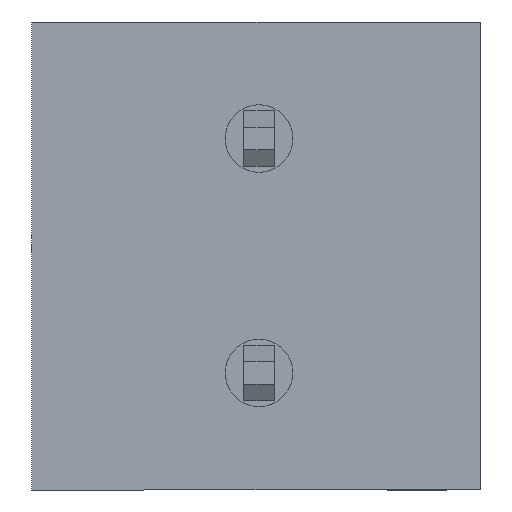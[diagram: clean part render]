
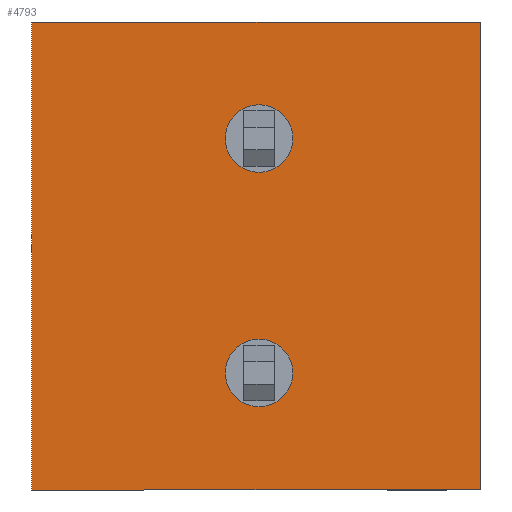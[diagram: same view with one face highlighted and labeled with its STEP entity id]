
A CAD part, front view. The second image highlights one B-rep face of the part: STEP entity #4793.
In plain terms, the highlighted planar face has unit normal (0, -1, 0).
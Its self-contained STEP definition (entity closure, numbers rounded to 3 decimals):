
#42 = DIRECTION ( 'NONE',  ( 0., 0., -1. ) ) ;
#76 = EDGE_LOOP ( 'NONE', ( #4659, #436 ) ) ;
#122 = CARTESIAN_POINT ( 'NONE',  ( 0., 0., -3.82 ) ) ;
#213 = CARTESIAN_POINT ( 'NONE',  ( -7.3, 0., -3.82 ) ) ;
#240 = CARTESIAN_POINT ( 'NONE',  ( -3.6, 0., -9.525 ) ) ;
#300 = CARTESIAN_POINT ( 'NONE',  ( -7.3, 0., -2.215 ) ) ;
#306 = CARTESIAN_POINT ( 'NONE',  ( -3.6, 0., -5.715 ) ) ;
#323 = PLANE ( 'NONE',  #4444 ) ;
#414 = ORIENTED_EDGE ( 'NONE', *, *, #1656, .T. ) ;
#425 = EDGE_CURVE ( 'NONE', #1024, #3739, #2759, .T. ) ;
#436 = ORIENTED_EDGE ( 'NONE', *, *, #4230, .T. ) ;
#446 = CARTESIAN_POINT ( 'NONE',  ( -3.6, 0., -9.525 ) ) ;
#467 = ORIENTED_EDGE ( 'NONE', *, *, #2073, .T. ) ;
#475 = CIRCLE ( 'NONE', #4686, 0.55 ) ;
#569 = DIRECTION ( 'NONE',  ( 0., 0., -1. ) ) ;
#575 = VECTOR ( 'NONE', #3422, 1000. ) ;
#660 = DIRECTION ( 'NONE',  ( 0., 0., -1. ) ) ;
#727 = CARTESIAN_POINT ( 'NONE',  ( -3.6, 0., -5.165 ) ) ;
#786 = FACE_OUTER_BOUND ( 'NONE', #5251, .T. ) ;
#852 = CARTESIAN_POINT ( 'NONE',  ( -3.6, 0., -10.075 ) ) ;
#894 = CARTESIAN_POINT ( 'NONE',  ( -7.3, 0., -3.82 ) ) ;
#992 = ORIENTED_EDGE ( 'NONE', *, *, #3443, .T. ) ;
#1024 = VERTEX_POINT ( 'NONE', #852 ) ;
#1324 = VERTEX_POINT ( 'NONE', #4079 ) ;
#1429 = VERTEX_POINT ( 'NONE', #213 ) ;
#1548 = DIRECTION ( 'NONE',  ( 0., -1., 0. ) ) ;
#1656 = EDGE_CURVE ( 'NONE', #3543, #1429, #3415, .T. ) ;
#1802 = CARTESIAN_POINT ( 'NONE',  ( -3.6, 0., -8.975 ) ) ;
#1829 = VERTEX_POINT ( 'NONE', #727 ) ;
#1925 = ORIENTED_EDGE ( 'NONE', *, *, #2650, .T. ) ;
#2010 = FACE_BOUND ( 'NONE', #2785, .T. ) ;
#2073 = EDGE_CURVE ( 'NONE', #1429, #2757, #4335, .T. ) ;
#2165 = DIRECTION ( 'NONE',  ( 0., 1., 0. ) ) ;
#2247 = EDGE_CURVE ( 'NONE', #4232, #1829, #475, .T. ) ;
#2308 = DIRECTION ( 'NONE',  ( 0., 1., 0. ) ) ;
#2380 = LINE ( 'NONE', #4925, #3447 ) ;
#2650 = EDGE_CURVE ( 'NONE', #2757, #1324, #4171, .T. ) ;
#2757 = VERTEX_POINT ( 'NONE', #3119 ) ;
#2759 = CIRCLE ( 'NONE', #3911, 0.55 ) ;
#2785 = EDGE_LOOP ( 'NONE', ( #5259, #992 ) ) ;
#2828 = FACE_BOUND ( 'NONE', #76, .T. ) ;
#2868 = ORIENTED_EDGE ( 'NONE', *, *, #4248, .T. ) ;
#3119 = CARTESIAN_POINT ( 'NONE',  ( -7.3, 0., -11.43 ) ) ;
#3206 = DIRECTION ( 'NONE',  ( 0., 0., -1. ) ) ;
#3270 = CIRCLE ( 'NONE', #4373, 0.55 ) ;
#3363 = DIRECTION ( 'NONE',  ( 0., 0., -1. ) ) ;
#3391 = DIRECTION ( 'NONE',  ( -1., 0., 0. ) ) ;
#3415 = LINE ( 'NONE', #894, #3418 ) ;
#3418 = VECTOR ( 'NONE', #3391, 1000. ) ;
#3422 = DIRECTION ( 'NONE',  ( 1., 0., 0. ) ) ;
#3443 = EDGE_CURVE ( 'NONE', #3739, #1024, #4463, .T. ) ;
#3447 = VECTOR ( 'NONE', #5289, 1000. ) ;
#3543 = VERTEX_POINT ( 'NONE', #122 ) ;
#3593 = DIRECTION ( 'NONE',  ( 0., 1., 0. ) ) ;
#3739 = VERTEX_POINT ( 'NONE', #1802 ) ;
#3911 = AXIS2_PLACEMENT_3D ( 'NONE', #446, #4473, #3363 ) ;
#3952 = DIRECTION ( 'NONE',  ( 0., 0., -1. ) ) ;
#4079 = CARTESIAN_POINT ( 'NONE',  ( 0., 0., -11.43 ) ) ;
#4171 = LINE ( 'NONE', #4581, #575 ) ;
#4230 = EDGE_CURVE ( 'NONE', #1829, #4232, #3270, .T. ) ;
#4232 = VERTEX_POINT ( 'NONE', #4824 ) ;
#4248 = EDGE_CURVE ( 'NONE', #1324, #3543, #2380, .T. ) ;
#4335 = LINE ( 'NONE', #300, #4516 ) ;
#4373 = AXIS2_PLACEMENT_3D ( 'NONE', #306, #3593, #3206 ) ;
#4444 = AXIS2_PLACEMENT_3D ( 'NONE', #5232, #1548, #42 ) ;
#4463 = CIRCLE ( 'NONE', #4626, 0.55 ) ;
#4473 = DIRECTION ( 'NONE',  ( 0., 1., 0. ) ) ;
#4516 = VECTOR ( 'NONE', #660, 1000. ) ;
#4581 = CARTESIAN_POINT ( 'NONE',  ( -7.3, 0., -11.43 ) ) ;
#4626 = AXIS2_PLACEMENT_3D ( 'NONE', #240, #2308, #3952 ) ;
#4659 = ORIENTED_EDGE ( 'NONE', *, *, #2247, .T. ) ;
#4686 = AXIS2_PLACEMENT_3D ( 'NONE', #4982, #2165, #569 ) ;
#4793 = ADVANCED_FACE ( 'NONE', ( #2828, #2010, #786 ), #323, .T. ) ;
#4824 = CARTESIAN_POINT ( 'NONE',  ( -3.6, 0., -6.265 ) ) ;
#4925 = CARTESIAN_POINT ( 'NONE',  ( 0., 0., -2.215 ) ) ;
#4982 = CARTESIAN_POINT ( 'NONE',  ( -3.6, 0., -5.715 ) ) ;
#5232 = CARTESIAN_POINT ( 'NONE',  ( -7.3, 0., -2.215 ) ) ;
#5251 = EDGE_LOOP ( 'NONE', ( #2868, #414, #467, #1925 ) ) ;
#5259 = ORIENTED_EDGE ( 'NONE', *, *, #425, .T. ) ;
#5289 = DIRECTION ( 'NONE',  ( 0., 0., 1. ) ) ;
